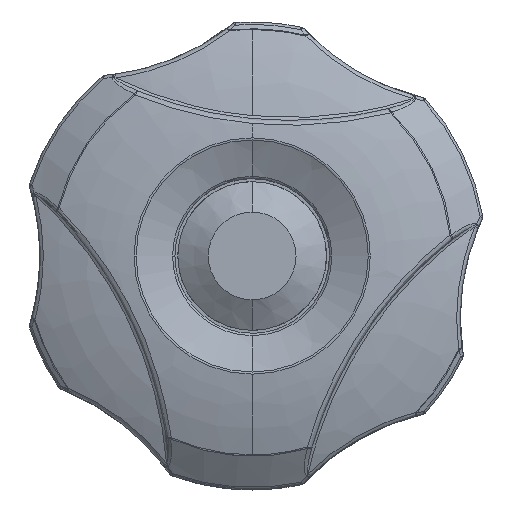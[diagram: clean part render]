
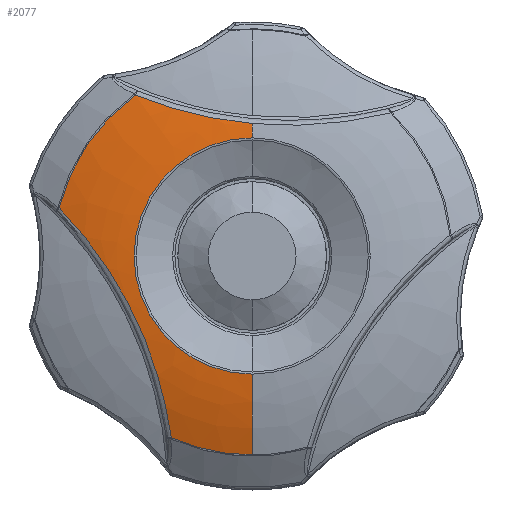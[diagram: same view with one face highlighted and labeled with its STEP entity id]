
A CAD part, left-side view. The second image highlights one B-rep face of the part: STEP entity #2077.
In plain terms, the highlighted toroidal (fillet/blend) face has major radius 6.511 mm and minor radius 30.6 mm.
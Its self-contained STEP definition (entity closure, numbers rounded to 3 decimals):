
#15 = EDGE_CURVE ( 'NONE', #5104, #11341, #18463, .T. ) ;
#132 = CARTESIAN_POINT ( 'NONE',  ( -19.949, 0., 0. ) ) ;
#348 = CARTESIAN_POINT ( 'NONE',  ( -19.949, 0., 0. ) ) ;
#498 = CARTESIAN_POINT ( 'NONE',  ( -20.796, 6.794, 12.626 ) ) ;
#517 = CARTESIAN_POINT ( 'NONE',  ( -21.593, 10.093, 0. ) ) ;
#553 = CARTESIAN_POINT ( 'NONE',  ( -19.949, 6.914, -15.532 ) ) ;
#923 = CARTESIAN_POINT ( 'NONE',  ( -20.463, 7.203, -13.735 ) ) ;
#1146 = VERTEX_POINT ( 'NONE', #4349 ) ;
#1263 = DIRECTION ( 'NONE',  ( 1., 0., 0. ) ) ;
#1660 = DIRECTION ( 'NONE',  ( -1., 0., 0. ) ) ;
#1663 = DIRECTION ( 'NONE',  ( -1., 0., 0. ) ) ;
#2025 = CIRCLE ( 'NONE', #16735, 17.001 ) ;
#2074 = CARTESIAN_POINT ( 'NONE',  ( -20.943, 5.97, 12.391 ) ) ;
#2077 = ADVANCED_FACE ( 'NONE', ( #5984 ), #10736, .T. ) ;
#2199 = CARTESIAN_POINT ( 'NONE',  ( -20.997, 13.518, 0.62 ) ) ;
#2246 = AXIS2_PLACEMENT_3D ( 'NONE', #132, #1263, #4442 ) ;
#2892 = AXIS2_PLACEMENT_3D ( 'NONE', #2988, #1660, #7414 ) ;
#2988 = CARTESIAN_POINT ( 'NONE',  ( 8.796, 0., 0. ) ) ;
#3066 = EDGE_CURVE ( 'NONE', #7855, #1146, #2025, .T. ) ;
#3097 = DIRECTION ( 'NONE',  ( 0., -1., 0. ) ) ;
#3401 = CARTESIAN_POINT ( 'NONE',  ( -19.949, 9.994, 13.753 ) ) ;
#3430 = CARTESIAN_POINT ( 'NONE',  ( -19.949, 0., -17.001 ) ) ;
#3562 = CARTESIAN_POINT ( 'NONE',  ( -21.225, 12.446, -0.901 ) ) ;
#3582 = DIRECTION ( 'NONE',  ( 0., 1., 0. ) ) ;
#3645 = B_SPLINE_CURVE_WITH_KNOTS ( 'NONE', 3,
 ( #16217, #7651, #16378, #13399, #15015, #2074, #498, #17681, #16294, #3401 ),
 .UNSPECIFIED., .F., .F.,
 ( 4, 2, 2, 2, 4 ),
 ( 0.012, 0.015, 0.017, 0.02, 0.023 ),
 .UNSPECIFIED. ) ;
#3747 = EDGE_CURVE ( 'NONE', #18337, #7855, #3645, .T. ) ;
#3826 = EDGE_CURVE ( 'NONE', #18337, #16470, #17655, .T. ) ;
#4059 = B_SPLINE_CURVE_WITH_KNOTS ( 'NONE', 3,
 ( #9130, #14873, #13460, #7819, #2199, #3562, #8098, #4845, #4940, #17803, #6470, #10634, #15064, #13844, #15345, #923, #7899, #553 ),
 .UNSPECIFIED., .F., .F.,
 ( 4, 2, 2, 2, 2, 2, 2, 2, 4 ),
 ( 0., 0.003, 0.006, 0.008, 0.011, 0.014, 0.017, 0.02, 0.023 ),
 .UNSPECIFIED. ) ;
#4349 = CARTESIAN_POINT ( 'NONE',  ( -19.949, 16.495, 4.114 ) ) ;
#4442 = DIRECTION ( 'NONE',  ( 0., -1., 0. ) ) ;
#4562 = EDGE_CURVE ( 'NONE', #5104, #14894, #4934, .T. ) ;
#4788 = EDGE_CURVE ( 'NONE', #1146, #11341, #4059, .T. ) ;
#4845 = CARTESIAN_POINT ( 'NONE',  ( -21.405, 10.996, -3.279 ) ) ;
#4934 = CIRCLE ( 'NONE', #14610, 30.6 ) ;
#4940 = CARTESIAN_POINT ( 'NONE',  ( -21.429, 10.555, -4.096 ) ) ;
#4959 = CARTESIAN_POINT ( 'NONE',  ( -21.593, 0., -10.093 ) ) ;
#5104 = VERTEX_POINT ( 'NONE', #3430 ) ;
#5436 = DIRECTION ( 'NONE',  ( 0., -1., 0. ) ) ;
#5884 = EDGE_CURVE ( 'NONE', #9144, #16470, #11074, .T. ) ;
#5984 = FACE_OUTER_BOUND ( 'NONE', #12782, .T. ) ;
#6346 = ORIENTED_EDGE ( 'NONE', *, *, #16017, .T. ) ;
#6349 = CARTESIAN_POINT ( 'NONE',  ( -21.424, 0., 11.318 ) ) ;
#6353 = CARTESIAN_POINT ( 'NONE',  ( -21.593, 0., 0. ) ) ;
#6470 = CARTESIAN_POINT ( 'NONE',  ( -21.406, 9.361, -6.626 ) ) ;
#6654 = CARTESIAN_POINT ( 'NONE',  ( -19.949, 9.994, 13.753 ) ) ;
#6869 = AXIS2_PLACEMENT_3D ( 'NONE', #15382, #5436, #16637 ) ;
#7376 = CARTESIAN_POINT ( 'NONE',  ( -21.593, 0., 10.093 ) ) ;
#7414 = DIRECTION ( 'NONE',  ( 0., 0., 1. ) ) ;
#7651 = CARTESIAN_POINT ( 'NONE',  ( -21.411, 0.863, 11.398 ) ) ;
#7819 = CARTESIAN_POINT ( 'NONE',  ( -20.846, 14.087, 1.364 ) ) ;
#7855 = VERTEX_POINT ( 'NONE', #6654 ) ;
#7899 = CARTESIAN_POINT ( 'NONE',  ( -20.228, 7.04, -14.638 ) ) ;
#8071 = ORIENTED_EDGE ( 'NONE', *, *, #5884, .T. ) ;
#8098 = CARTESIAN_POINT ( 'NONE',  ( -21.304, 11.942, -1.681 ) ) ;
#8785 = CARTESIAN_POINT ( 'NONE',  ( -21.593, 0., 0. ) ) ;
#8873 = CIRCLE ( 'NONE', #11287, 10.093 ) ;
#9130 = CARTESIAN_POINT ( 'NONE',  ( -19.949, 16.495, 4.114 ) ) ;
#9144 = VERTEX_POINT ( 'NONE', #517 ) ;
#9605 = DIRECTION ( 'NONE',  ( 0., -1., 0. ) ) ;
#10634 = CARTESIAN_POINT ( 'NONE',  ( -21.304, 8.676, -8.378 ) ) ;
#10736 = TOROIDAL_SURFACE ( 'NONE', #2892, 6.511, 30.6 ) ;
#11074 = CIRCLE ( 'NONE', #17908, 10.093 ) ;
#11287 = AXIS2_PLACEMENT_3D ( 'NONE', #8785, #16020, #3097 ) ;
#11341 = VERTEX_POINT ( 'NONE', #16282 ) ;
#12275 = DIRECTION ( 'NONE',  ( 0., 0., 1. ) ) ;
#12782 = EDGE_LOOP ( 'NONE', ( #15393, #14952, #6346, #8071, #12845, #14921, #13524, #13948 ) ) ;
#12845 = ORIENTED_EDGE ( 'NONE', *, *, #3826, .F. ) ;
#13399 = CARTESIAN_POINT ( 'NONE',  ( -21.259, 3.448, 11.803 ) ) ;
#13460 = CARTESIAN_POINT ( 'NONE',  ( -20.462, 15.261, 2.784 ) ) ;
#13524 = ORIENTED_EDGE ( 'NONE', *, *, #3066, .T. ) ;
#13658 = CARTESIAN_POINT ( 'NONE',  ( 8.796, 0., -6.511 ) ) ;
#13844 = CARTESIAN_POINT ( 'NONE',  ( -20.996, 7.831, -11.044 ) ) ;
#13948 = ORIENTED_EDGE ( 'NONE', *, *, #4788, .T. ) ;
#14599 = DIRECTION ( 'NONE',  ( 0., 0., -1. ) ) ;
#14610 = AXIS2_PLACEMENT_3D ( 'NONE', #13658, #3582, #12275 ) ;
#14873 = CARTESIAN_POINT ( 'NONE',  ( -20.229, 15.869, 3.464 ) ) ;
#14894 = VERTEX_POINT ( 'NONE', #4959 ) ;
#14921 = ORIENTED_EDGE ( 'NONE', *, *, #3747, .T. ) ;
#14952 = ORIENTED_EDGE ( 'NONE', *, *, #4562, .T. ) ;
#15015 = CARTESIAN_POINT ( 'NONE',  ( -21.174, 4.297, 11.98 ) ) ;
#15064 = CARTESIAN_POINT ( 'NONE',  ( -21.224, 8.369, -9.265 ) ) ;
#15345 = CARTESIAN_POINT ( 'NONE',  ( -20.846, 7.598, -11.939 ) ) ;
#15382 = CARTESIAN_POINT ( 'NONE',  ( 8.796, 0., 6.511 ) ) ;
#15393 = ORIENTED_EDGE ( 'NONE', *, *, #15, .F. ) ;
#16017 = EDGE_CURVE ( 'NONE', #14894, #9144, #8873, .T. ) ;
#16020 = DIRECTION ( 'NONE',  ( 1., 0., 0. ) ) ;
#16217 = CARTESIAN_POINT ( 'NONE',  ( -21.424, 0., 11.318 ) ) ;
#16282 = CARTESIAN_POINT ( 'NONE',  ( -19.949, 6.914, -15.532 ) ) ;
#16294 = CARTESIAN_POINT ( 'NONE',  ( -20.208, 9.217, 13.441 ) ) ;
#16378 = CARTESIAN_POINT ( 'NONE',  ( -21.377, 1.728, 11.512 ) ) ;
#16470 = VERTEX_POINT ( 'NONE', #7376 ) ;
#16637 = DIRECTION ( 'NONE',  ( 1., 0., 0. ) ) ;
#16735 = AXIS2_PLACEMENT_3D ( 'NONE', #348, #1663, #14599 ) ;
#17655 = CIRCLE ( 'NONE', #6869, 30.6 ) ;
#17681 = CARTESIAN_POINT ( 'NONE',  ( -20.429, 8.417, 13.15 ) ) ;
#17803 = CARTESIAN_POINT ( 'NONE',  ( -21.43, 9.737, -5.77 ) ) ;
#17899 = DIRECTION ( 'NONE',  ( 1., 0., 0. ) ) ;
#17908 = AXIS2_PLACEMENT_3D ( 'NONE', #6353, #17899, #9605 ) ;
#18337 = VERTEX_POINT ( 'NONE', #6349 ) ;
#18463 = CIRCLE ( 'NONE', #2246, 17.001 ) ;
